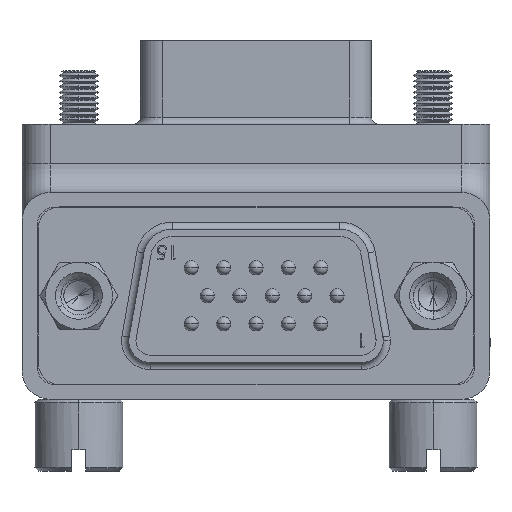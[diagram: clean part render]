
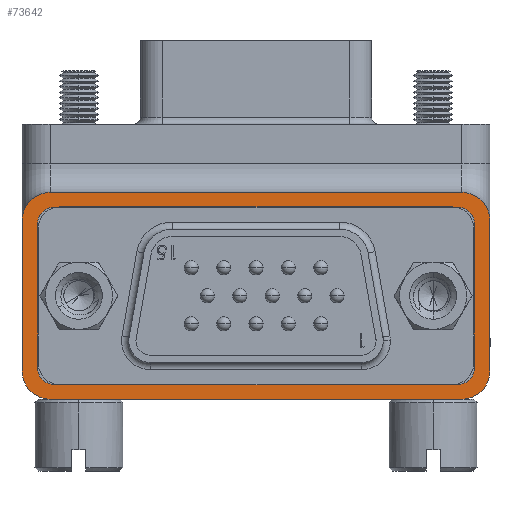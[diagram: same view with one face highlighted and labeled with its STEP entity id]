
A CAD part, front view. The second image highlights one B-rep face of the part: STEP entity #73642.
In plain terms, the highlighted planar face has unit normal (0, -1, 0).
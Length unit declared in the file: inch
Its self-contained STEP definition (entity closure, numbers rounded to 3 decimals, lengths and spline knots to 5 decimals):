
#14376 = EDGE_LOOP ( 'NONE', ( #40252, #40255, #40257, #40259, #40260, #40262, #40264, #40267 ) ) ;
#14407 = EDGE_LOOP ( 'NONE', ( #40268, #40270, #40272, #40274, #40276, #40279, #40281, #40283 ) ) ;
#35261 = VERTEX_POINT ( 'NONE', #92598 ) ;
#35265 = VERTEX_POINT ( 'NONE', #92603 ) ;
#35806 = VERTEX_POINT ( 'NONE', #94127 ) ;
#35814 = VERTEX_POINT ( 'NONE', #94143 ) ;
#35841 = VERTEX_POINT ( 'NONE', #94186 ) ;
#35844 = VERTEX_POINT ( 'NONE', #94192 ) ;
#35845 = VERTEX_POINT ( 'NONE', #94194 ) ;
#35847 = VERTEX_POINT ( 'NONE', #94198 ) ;
#35848 = VERTEX_POINT ( 'NONE', #94200 ) ;
#35849 = VERTEX_POINT ( 'NONE', #94202 ) ;
#35852 = VERTEX_POINT ( 'NONE', #94208 ) ;
#35853 = VERTEX_POINT ( 'NONE', #94210 ) ;
#35854 = VERTEX_POINT ( 'NONE', #94212 ) ;
#35855 = VERTEX_POINT ( 'NONE', #94214 ) ;
#36535 = EDGE_CURVE ( 'NONE', #35261, #35265, #90133, .T. ) ;
#37430 = EDGE_CURVE ( 'NONE', #35806, #35814, #99287, .T. ) ;
#37491 = EDGE_CURVE ( 'NONE', #35848, #35844, #99359, .T. ) ;
#37495 = EDGE_CURVE ( 'NONE', #35841, #35849, #99367, .T. ) ;
#37496 = EDGE_CURVE ( 'NONE', #35847, #35841, #99363, .T. ) ;
#37497 = EDGE_CURVE ( 'NONE', #35853, #35847, #99369, .T. ) ;
#37499 = EDGE_CURVE ( 'NONE', #35845, #35853, #99371, .T. ) ;
#37501 = EDGE_CURVE ( 'NONE', #35852, #35845, #99372, .T. ) ;
#37503 = EDGE_CURVE ( 'NONE', #35854, #35852, #99374, .T. ) ;
#37506 = EDGE_CURVE ( 'NONE', #35855, #35854, #99375, .T. ) ;
#37508 = EDGE_CURVE ( 'NONE', #35849, #35855, #99378, .T. ) ;
#37510 = EDGE_CURVE ( 'NONE', #49975, #35848, #99377, .T. ) ;
#37512 = EDGE_CURVE ( 'NONE', #35844, #35261, #99381, .T. ) ;
#37515 = EDGE_CURVE ( 'NONE', #35265, #35806, #99382, .T. ) ;
#37518 = EDGE_CURVE ( 'NONE', #35814, #49954, #99380, .T. ) ;
#40252 = ORIENTED_EDGE ( 'NONE', *, *, #37495, .F. ) ;
#40255 = ORIENTED_EDGE ( 'NONE', *, *, #37496, .F. ) ;
#40257 = ORIENTED_EDGE ( 'NONE', *, *, #37497, .F. ) ;
#40259 = ORIENTED_EDGE ( 'NONE', *, *, #37499, .F. ) ;
#40260 = ORIENTED_EDGE ( 'NONE', *, *, #37501, .F. ) ;
#40262 = ORIENTED_EDGE ( 'NONE', *, *, #37503, .F. ) ;
#40264 = ORIENTED_EDGE ( 'NONE', *, *, #37506, .F. ) ;
#40267 = ORIENTED_EDGE ( 'NONE', *, *, #37508, .F. ) ;
#40268 = ORIENTED_EDGE ( 'NONE', *, *, #45161, .T. ) ;
#40270 = ORIENTED_EDGE ( 'NONE', *, *, #37510, .T. ) ;
#40272 = ORIENTED_EDGE ( 'NONE', *, *, #37491, .T. ) ;
#40274 = ORIENTED_EDGE ( 'NONE', *, *, #37512, .T. ) ;
#40276 = ORIENTED_EDGE ( 'NONE', *, *, #36535, .T. ) ;
#40279 = ORIENTED_EDGE ( 'NONE', *, *, #37515, .T. ) ;
#40281 = ORIENTED_EDGE ( 'NONE', *, *, #37430, .T. ) ;
#40283 = ORIENTED_EDGE ( 'NONE', *, *, #37518, .T. ) ;
#45161 = EDGE_CURVE ( 'NONE', #49954, #49975, #120075, .T. ) ;
#46309 = AXIS2_PLACEMENT_3D ( 'NONE', #55414, #55411, #55418 ) ;
#49954 = VERTEX_POINT ( 'NONE', #125158 ) ;
#49975 = VERTEX_POINT ( 'NONE', #125191 ) ;
#54946 = FACE_BOUND ( 'NONE', #14376, .T. ) ;
#54948 = FACE_OUTER_BOUND ( 'NONE', #14407, .T. ) ;
#55411 = DIRECTION ( 'NONE',  ( 0., 1., 0. ) ) ;
#55414 = CARTESIAN_POINT ( 'NONE',  ( -0.65, -0.47638, -0.76378 ) ) ;
#55416 = PLANE ( 'NONE',  #46309 ) ;
#55418 = DIRECTION ( 'NONE',  ( 0., 0., 1. ) ) ;
#62235 = AXIS2_PLACEMENT_3D ( 'NONE', #99859, #99860, #99861 ) ;
#62237 = AXIS2_PLACEMENT_3D ( 'NONE', #99864, #99865, #99866 ) ;
#62240 = AXIS2_PLACEMENT_3D ( 'NONE', #99869, #99870, #99871 ) ;
#62242 = AXIS2_PLACEMENT_3D ( 'NONE', #99872, #99873, #99874 ) ;
#62244 = AXIS2_PLACEMENT_3D ( 'NONE', #99875, #99876, #99877 ) ;
#62246 = AXIS2_PLACEMENT_3D ( 'NONE', #99878, #99879, #99880 ) ;
#62248 = AXIS2_PLACEMENT_3D ( 'NONE', #99881, #99882, #99883 ) ;
#62250 = AXIS2_PLACEMENT_3D ( 'NONE', #99884, #99885, #99886 ) ;
#73642 = ADVANCED_FACE ( 'NONE', ( #54946, #54948 ), #55416, .F. ) ;
#90133 = LINE ( 'NONE', #95093, #90143 ) ;
#90143 = VECTOR ( 'NONE', #95097, 39.37008 ) ;
#92598 = CARTESIAN_POINT ( 'NONE',  ( -0.65, -0.47638, -0.26768 ) ) ;
#92603 = CARTESIAN_POINT ( 'NONE',  ( -0.65, -0.47638, -0.68508 ) ) ;
#94127 = CARTESIAN_POINT ( 'NONE',  ( -0.5713, -0.47638, -0.76378 ) ) ;
#94143 = CARTESIAN_POINT ( 'NONE',  ( 0.5713, -0.47638, -0.76378 ) ) ;
#94186 = CARTESIAN_POINT ( 'NONE',  ( 0.6065, -0.47638, -0.67748 ) ) ;
#94192 = CARTESIAN_POINT ( 'NONE',  ( -0.5713, -0.47638, -0.18898 ) ) ;
#94194 = CARTESIAN_POINT ( 'NONE',  ( -0.6065, -0.47638, -0.67748 ) ) ;
#94198 = CARTESIAN_POINT ( 'NONE',  ( 0.5615, -0.47638, -0.72248 ) ) ;
#94200 = CARTESIAN_POINT ( 'NONE',  ( 0.5713, -0.47638, -0.18898 ) ) ;
#94202 = CARTESIAN_POINT ( 'NONE',  ( 0.6065, -0.47638, -0.27548 ) ) ;
#94208 = CARTESIAN_POINT ( 'NONE',  ( -0.6065, -0.47638, -0.27548 ) ) ;
#94210 = CARTESIAN_POINT ( 'NONE',  ( -0.5615, -0.47638, -0.72248 ) ) ;
#94212 = CARTESIAN_POINT ( 'NONE',  ( -0.5615, -0.47638, -0.23048 ) ) ;
#94214 = CARTESIAN_POINT ( 'NONE',  ( 0.5615, -0.47638, -0.23048 ) ) ;
#95093 = CARTESIAN_POINT ( 'NONE',  ( -0.65, -0.47638, -0.18898 ) ) ;
#95097 = DIRECTION ( 'NONE',  ( 0., 0., -1. ) ) ;
#99287 = LINE ( 'NONE', #99743, #99292 ) ;
#99292 = VECTOR ( 'NONE', #99747, 39.37008 ) ;
#99359 = LINE ( 'NONE', #99848, #99362 ) ;
#99362 = VECTOR ( 'NONE', #99849, 39.37008 ) ;
#99363 = CIRCLE ( 'NONE', #62235, 0.045 ) ;
#99367 = LINE ( 'NONE', #99855, #99370 ) ;
#99369 = LINE ( 'NONE', #99858, #99373 ) ;
#99370 = VECTOR ( 'NONE', #99857, 39.37008 ) ;
#99371 = CIRCLE ( 'NONE', #62237, 0.045 ) ;
#99372 = LINE ( 'NONE', #99863, #99376 ) ;
#99373 = VECTOR ( 'NONE', #99856, 39.37008 ) ;
#99374 = CIRCLE ( 'NONE', #62240, 0.045 ) ;
#99375 = LINE ( 'NONE', #99867, #99379 ) ;
#99376 = VECTOR ( 'NONE', #99862, 39.37008 ) ;
#99377 = CIRCLE ( 'NONE', #62244, 0.0787 ) ;
#99378 = CIRCLE ( 'NONE', #62242, 0.045 ) ;
#99379 = VECTOR ( 'NONE', #99868, 39.37008 ) ;
#99380 = CIRCLE ( 'NONE', #62250, 0.0787 ) ;
#99381 = CIRCLE ( 'NONE', #62246, 0.0787 ) ;
#99382 = CIRCLE ( 'NONE', #62248, 0.0787 ) ;
#99743 = CARTESIAN_POINT ( 'NONE',  ( -0.65, -0.47638, -0.76378 ) ) ;
#99747 = DIRECTION ( 'NONE',  ( 1., 0., 0. ) ) ;
#99848 = CARTESIAN_POINT ( 'NONE',  ( 0.65, -0.47638, -0.18898 ) ) ;
#99849 = DIRECTION ( 'NONE',  ( -1., 0., 0. ) ) ;
#99855 = CARTESIAN_POINT ( 'NONE',  ( 0.6065, -0.47638, -0.27548 ) ) ;
#99856 = DIRECTION ( 'NONE',  ( 1., 0., 0. ) ) ;
#99857 = DIRECTION ( 'NONE',  ( 0., 0., 1. ) ) ;
#99858 = CARTESIAN_POINT ( 'NONE',  ( -0.5615, -0.47638, -0.72248 ) ) ;
#99859 = CARTESIAN_POINT ( 'NONE',  ( 0.5615, -0.47638, -0.67748 ) ) ;
#99860 = DIRECTION ( 'NONE',  ( 0., -1., 0. ) ) ;
#99861 = DIRECTION ( 'NONE',  ( 0., 0., 1. ) ) ;
#99862 = DIRECTION ( 'NONE',  ( 0., 0., -1. ) ) ;
#99863 = CARTESIAN_POINT ( 'NONE',  ( -0.6065, -0.47638, -0.27548 ) ) ;
#99864 = CARTESIAN_POINT ( 'NONE',  ( -0.5615, -0.47638, -0.67748 ) ) ;
#99865 = DIRECTION ( 'NONE',  ( 0., -1., 0. ) ) ;
#99866 = DIRECTION ( 'NONE',  ( 0., 0., 1. ) ) ;
#99867 = CARTESIAN_POINT ( 'NONE',  ( -0.5615, -0.47638, -0.23048 ) ) ;
#99868 = DIRECTION ( 'NONE',  ( -1., 0., 0. ) ) ;
#99869 = CARTESIAN_POINT ( 'NONE',  ( -0.5615, -0.47638, -0.27548 ) ) ;
#99870 = DIRECTION ( 'NONE',  ( 0., -1., 0. ) ) ;
#99871 = DIRECTION ( 'NONE',  ( 0., 0., 1. ) ) ;
#99872 = CARTESIAN_POINT ( 'NONE',  ( 0.5615, -0.47638, -0.27548 ) ) ;
#99873 = DIRECTION ( 'NONE',  ( 0., -1., 0. ) ) ;
#99874 = DIRECTION ( 'NONE',  ( 0., 0., 1. ) ) ;
#99875 = CARTESIAN_POINT ( 'NONE',  ( 0.5713, -0.47638, -0.26768 ) ) ;
#99876 = DIRECTION ( 'NONE',  ( 0., -1., 0. ) ) ;
#99877 = DIRECTION ( 'NONE',  ( 0., 0., 1. ) ) ;
#99878 = CARTESIAN_POINT ( 'NONE',  ( -0.5713, -0.47638, -0.26768 ) ) ;
#99879 = DIRECTION ( 'NONE',  ( 0., -1., 0. ) ) ;
#99880 = DIRECTION ( 'NONE',  ( 0., 0., 1. ) ) ;
#99881 = CARTESIAN_POINT ( 'NONE',  ( -0.5713, -0.47638, -0.68508 ) ) ;
#99882 = DIRECTION ( 'NONE',  ( 0., -1., 0. ) ) ;
#99883 = DIRECTION ( 'NONE',  ( 0., 0., 1. ) ) ;
#99884 = CARTESIAN_POINT ( 'NONE',  ( 0.5713, -0.47638, -0.68508 ) ) ;
#99885 = DIRECTION ( 'NONE',  ( 0., -1., 0. ) ) ;
#99886 = DIRECTION ( 'NONE',  ( 0., 0., 1. ) ) ;
#120075 = LINE ( 'NONE', #121801, #120078 ) ;
#120078 = VECTOR ( 'NONE', #121802, 39.37008 ) ;
#121801 = CARTESIAN_POINT ( 'NONE',  ( 0.65, -0.47638, -0.76378 ) ) ;
#121802 = DIRECTION ( 'NONE',  ( 0., 0., 1. ) ) ;
#125158 = CARTESIAN_POINT ( 'NONE',  ( 0.65, -0.47638, -0.68508 ) ) ;
#125191 = CARTESIAN_POINT ( 'NONE',  ( 0.65, -0.47638, -0.26768 ) ) ;
